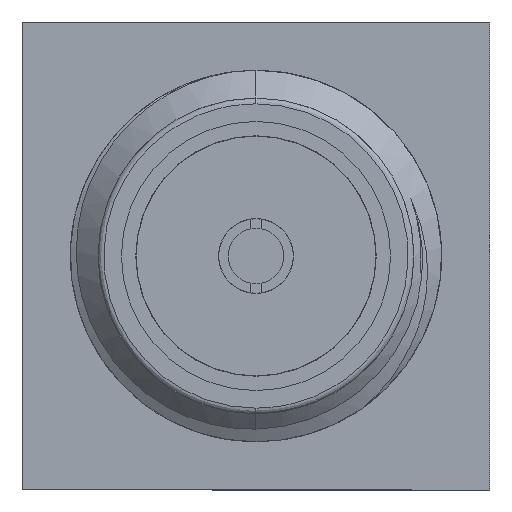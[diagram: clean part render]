
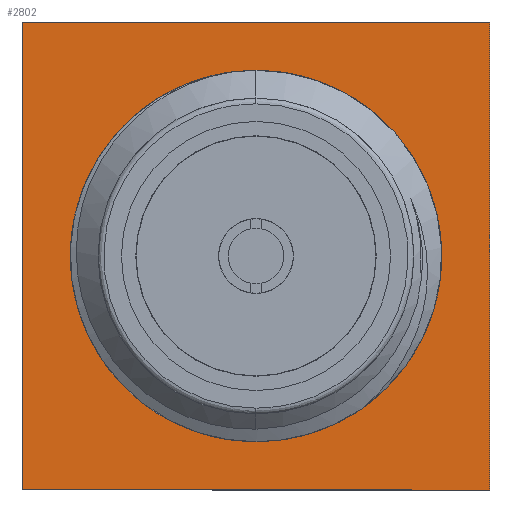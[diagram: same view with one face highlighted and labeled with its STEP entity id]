
A CAD part, left-side view. The second image highlights one B-rep face of the part: STEP entity #2802.
In plain terms, the highlighted planar face has unit normal (-1, 0, 0).
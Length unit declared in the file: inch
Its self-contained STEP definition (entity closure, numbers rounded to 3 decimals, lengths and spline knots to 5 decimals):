
#18 = AXIS2_PLACEMENT_3D ( 'NONE', #763, #1303, #1269 ) ;
#55 = DIRECTION ( 'NONE',  ( 0., 1., 0. ) ) ;
#81 = EDGE_LOOP ( 'NONE', ( #646, #321, #2998, #344 ) ) ;
#193 = DIRECTION ( 'NONE',  ( 0., 0., 1. ) ) ;
#278 = VERTEX_POINT ( 'NONE', #2024 ) ;
#321 = ORIENTED_EDGE ( 'NONE', *, *, #1362, .T. ) ;
#344 = ORIENTED_EDGE ( 'NONE', *, *, #2719, .T. ) ;
#462 = AXIS2_PLACEMENT_3D ( 'NONE', #2249, #1476, #193 ) ;
#505 = DIRECTION ( 'NONE',  ( 0., -1., 0. ) ) ;
#589 = CARTESIAN_POINT ( 'NONE',  ( 0.31024, 0., 0. ) ) ;
#596 = LINE ( 'NONE', #1620, #1501 ) ;
#633 = CARTESIAN_POINT ( 'NONE',  ( 0.31024, 0.15748, 0.15748 ) ) ;
#646 = ORIENTED_EDGE ( 'NONE', *, *, #1601, .T. ) ;
#662 = EDGE_CURVE ( 'NONE', #1555, #1589, #2174, .T. ) ;
#664 = ORIENTED_EDGE ( 'NONE', *, *, #956, .T. ) ;
#718 = FACE_BOUND ( 'NONE', #1079, .T. ) ;
#763 = CARTESIAN_POINT ( 'NONE',  ( 0.31024, 0., 0. ) ) ;
#829 = DIRECTION ( 'NONE',  ( 1., 0., 0. ) ) ;
#836 = DIRECTION ( 'NONE',  ( 0., 0., -1. ) ) ;
#956 = EDGE_CURVE ( 'NONE', #1388, #2014, #1865, .T. ) ;
#1079 = EDGE_LOOP ( 'NONE', ( #2100, #664 ) ) ;
#1088 = LINE ( 'NONE', #2105, #1592 ) ;
#1094 = CARTESIAN_POINT ( 'NONE',  ( 0.31024, 0., 0.1063 ) ) ;
#1269 = DIRECTION ( 'NONE',  ( 0., 0., -1. ) ) ;
#1298 = DIRECTION ( 'NONE',  ( 0., 0., -1. ) ) ;
#1303 = DIRECTION ( 'NONE',  ( 1., 0., 0. ) ) ;
#1308 = DIRECTION ( 'NONE',  ( 0., 0., 1. ) ) ;
#1362 = EDGE_CURVE ( 'NONE', #2001, #1555, #2094, .T. ) ;
#1388 = VERTEX_POINT ( 'NONE', #1094 ) ;
#1476 = DIRECTION ( 'NONE',  ( -1., 0., 0. ) ) ;
#1496 = CARTESIAN_POINT ( 'NONE',  ( 0.31024, 0., -0.1063 ) ) ;
#1501 = VECTOR ( 'NONE', #505, 39.37008 ) ;
#1552 = VECTOR ( 'NONE', #55, 39.37008 ) ;
#1555 = VERTEX_POINT ( 'NONE', #3129 ) ;
#1589 = VERTEX_POINT ( 'NONE', #2872 ) ;
#1592 = VECTOR ( 'NONE', #836, 39.37008 ) ;
#1601 = EDGE_CURVE ( 'NONE', #278, #2001, #596, .T. ) ;
#1620 = CARTESIAN_POINT ( 'NONE',  ( 0.31024, 0.15748, -0.15748 ) ) ;
#1807 = AXIS2_PLACEMENT_3D ( 'NONE', #589, #829, #1298 ) ;
#1818 = CARTESIAN_POINT ( 'NONE',  ( 0.31024, -0.15748, 0.15748 ) ) ;
#1865 = CIRCLE ( 'NONE', #1807, 0.1063 ) ;
#2001 = VERTEX_POINT ( 'NONE', #2263 ) ;
#2014 = VERTEX_POINT ( 'NONE', #1496 ) ;
#2024 = CARTESIAN_POINT ( 'NONE',  ( 0.31024, 0.15748, -0.15748 ) ) ;
#2094 = LINE ( 'NONE', #1818, #2980 ) ;
#2100 = ORIENTED_EDGE ( 'NONE', *, *, #2507, .T. ) ;
#2105 = CARTESIAN_POINT ( 'NONE',  ( 0.31024, 0.15748, 0.15748 ) ) ;
#2174 = LINE ( 'NONE', #633, #1552 ) ;
#2249 = CARTESIAN_POINT ( 'NONE',  ( 0.31024, 0., 0. ) ) ;
#2263 = CARTESIAN_POINT ( 'NONE',  ( 0.31024, -0.15748, -0.15748 ) ) ;
#2454 = FACE_OUTER_BOUND ( 'NONE', #81, .T. ) ;
#2507 = EDGE_CURVE ( 'NONE', #2014, #1388, #2847, .T. ) ;
#2719 = EDGE_CURVE ( 'NONE', #1589, #278, #1088, .T. ) ;
#2802 = ADVANCED_FACE ( 'NONE', ( #718, #2454 ), #3226, .T. ) ;
#2847 = CIRCLE ( 'NONE', #18, 0.1063 ) ;
#2872 = CARTESIAN_POINT ( 'NONE',  ( 0.31024, 0.15748, 0.15748 ) ) ;
#2980 = VECTOR ( 'NONE', #1308, 39.37008 ) ;
#2998 = ORIENTED_EDGE ( 'NONE', *, *, #662, .T. ) ;
#3129 = CARTESIAN_POINT ( 'NONE',  ( 0.31024, -0.15748, 0.15748 ) ) ;
#3226 = PLANE ( 'NONE',  #462 ) ;
